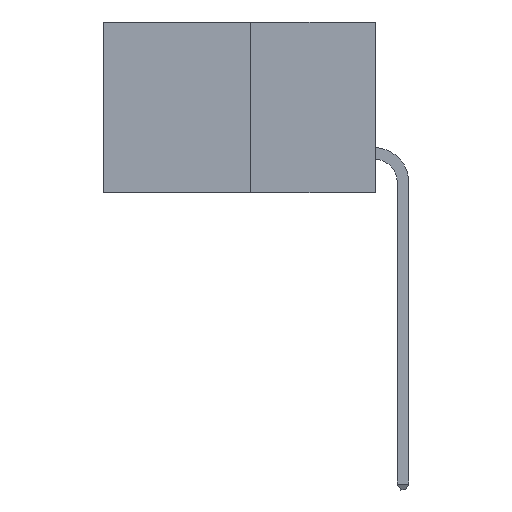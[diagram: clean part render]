
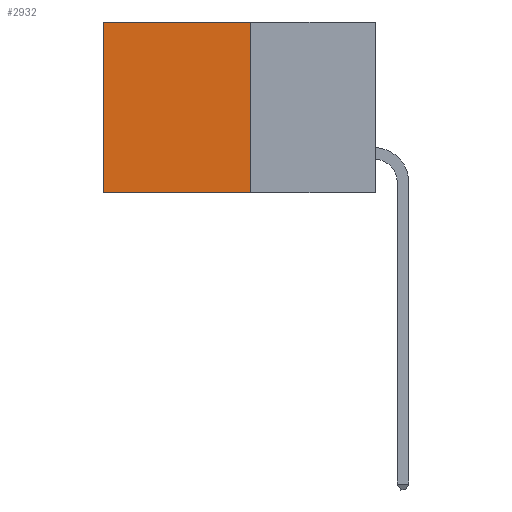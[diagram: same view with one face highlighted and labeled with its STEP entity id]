
A CAD part, left-side view. The second image highlights one B-rep face of the part: STEP entity #2932.
In plain terms, the highlighted planar face has unit normal (-1, 0, 0).
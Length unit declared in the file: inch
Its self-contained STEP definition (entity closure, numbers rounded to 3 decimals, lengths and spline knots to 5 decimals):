
#313 = VERTEX_POINT ( 'NONE', #7009 ) ;
#385 = LINE ( 'NONE', #4275, #3745 ) ;
#545 = DIRECTION ( 'NONE',  ( 1., 0., 0. ) ) ;
#681 = VERTEX_POINT ( 'NONE', #2974 ) ;
#839 = EDGE_LOOP ( 'NONE', ( #2551, #1776, #6967, #5086 ) ) ;
#1171 = LINE ( 'NONE', #8533, #2736 ) ;
#1392 = CARTESIAN_POINT ( 'NONE',  ( 0.277, 0.59, -0.37 ) ) ;
#1683 = FACE_OUTER_BOUND ( 'NONE', #839, .T. ) ;
#1776 = ORIENTED_EDGE ( 'NONE', *, *, #2386, .F. ) ;
#2386 = EDGE_CURVE ( 'NONE', #8093, #3826, #2944, .T. ) ;
#2551 = ORIENTED_EDGE ( 'NONE', *, *, #7011, .T. ) ;
#2736 = VECTOR ( 'NONE', #3859, 39.37008 ) ;
#2913 = CARTESIAN_POINT ( 'NONE',  ( 0.277, 0.59, -0.37 ) ) ;
#2932 = ADVANCED_FACE ( 'NONE', ( #1683 ), #3202, .F. ) ;
#2944 = LINE ( 'NONE', #6569, #7877 ) ;
#2974 = CARTESIAN_POINT ( 'NONE',  ( 0.277, 0.59, 0. ) ) ;
#3085 = LINE ( 'NONE', #1392, #4659 ) ;
#3202 = PLANE ( 'NONE',  #6074 ) ;
#3745 = VECTOR ( 'NONE', #6261, 39.37008 ) ;
#3826 = VERTEX_POINT ( 'NONE', #2913 ) ;
#3859 = DIRECTION ( 'NONE',  ( 0., 1., 0. ) ) ;
#4206 = CARTESIAN_POINT ( 'NONE',  ( 0.277, 0.27, -0.37 ) ) ;
#4275 = CARTESIAN_POINT ( 'NONE',  ( 0.277, 0.27, -0.37 ) ) ;
#4659 = VECTOR ( 'NONE', #7441, 39.37008 ) ;
#4810 = EDGE_CURVE ( 'NONE', #313, #8093, #385, .T. ) ;
#5086 = ORIENTED_EDGE ( 'NONE', *, *, #8366, .T. ) ;
#5253 = DIRECTION ( 'NONE',  ( 0., 0., -1. ) ) ;
#6074 = AXIS2_PLACEMENT_3D ( 'NONE', #8590, #545, #5253 ) ;
#6261 = DIRECTION ( 'NONE',  ( 0., 0., -1. ) ) ;
#6569 = CARTESIAN_POINT ( 'NONE',  ( 0.277, 0.27, -0.37 ) ) ;
#6967 = ORIENTED_EDGE ( 'NONE', *, *, #4810, .F. ) ;
#7009 = CARTESIAN_POINT ( 'NONE',  ( 0.277, 0.27, 0. ) ) ;
#7011 = EDGE_CURVE ( 'NONE', #681, #3826, #3085, .T. ) ;
#7264 = DIRECTION ( 'NONE',  ( 0., 1., 0. ) ) ;
#7441 = DIRECTION ( 'NONE',  ( 0., 0., -1. ) ) ;
#7877 = VECTOR ( 'NONE', #7264, 39.37008 ) ;
#8093 = VERTEX_POINT ( 'NONE', #4206 ) ;
#8366 = EDGE_CURVE ( 'NONE', #313, #681, #1171, .T. ) ;
#8533 = CARTESIAN_POINT ( 'NONE',  ( 0.277, 0.27, 0. ) ) ;
#8590 = CARTESIAN_POINT ( 'NONE',  ( 0.277, 0.27, -0.37 ) ) ;
